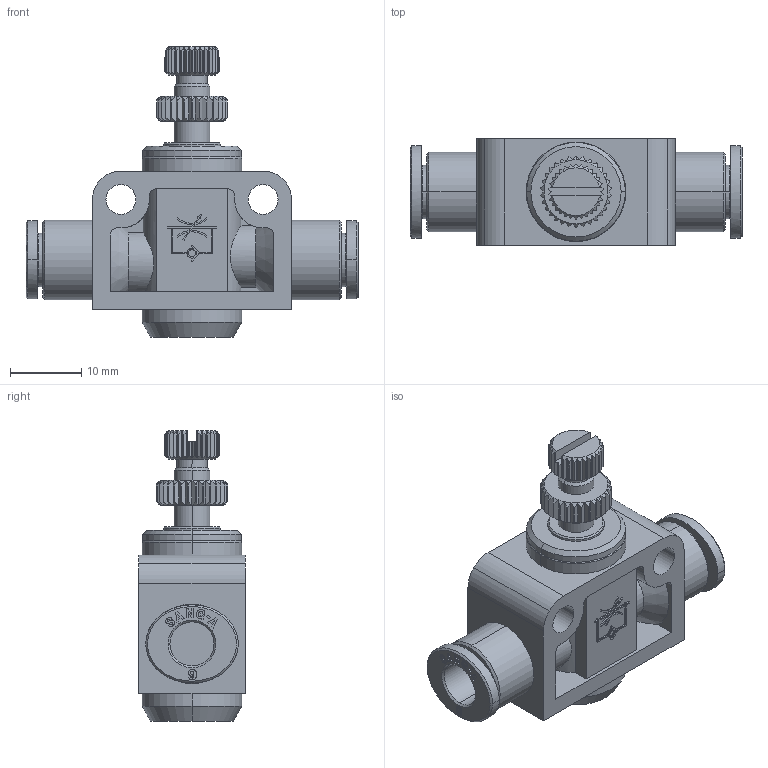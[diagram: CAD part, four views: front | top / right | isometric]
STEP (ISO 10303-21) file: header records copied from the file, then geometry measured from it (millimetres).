
FILE_DESCRIPTION((''),'2;1');
FILE_NAME('GNSF 06(3D).stp','2012-12-17T13:48:38',(''),(''),'Mechanical Desktop.R8.0.24.0','Mechanical Desktop.R8.0.24.0',', , ');
FILE_SCHEMA(('CONFIG_CONTROL_DESIGN'));
Length unit declared in the file: millimetre
Products named in the file (2): GNSF 06(3D); ºÎÇ°1
Assembly tree (1 placements, depth 2):
  GNSF 06(3D)
    ºÎÇ°1
Bounding box: 46.7 x 15 x 40.9 mm (x, y, z)
Volume: 8711.1 mm3; surface area: 5892 mm2
Topology: 1 solids, 1 shells, 927 faces, 2498 edges, 1615 vertices
Faces by surface type: plane 544, cylinder 233, cone 88, bspline 60, torus 2
Entity records: 31029 total; most frequent: CARTESIAN_POINT 8526, ORIENTED_EDGE 4996, DIRECTION 4343, EDGE_CURVE 2498, VERTEX_POINT 1615, VECTOR 1561, LINE 1561, AXIS2_PLACEMENT_3D 1391
